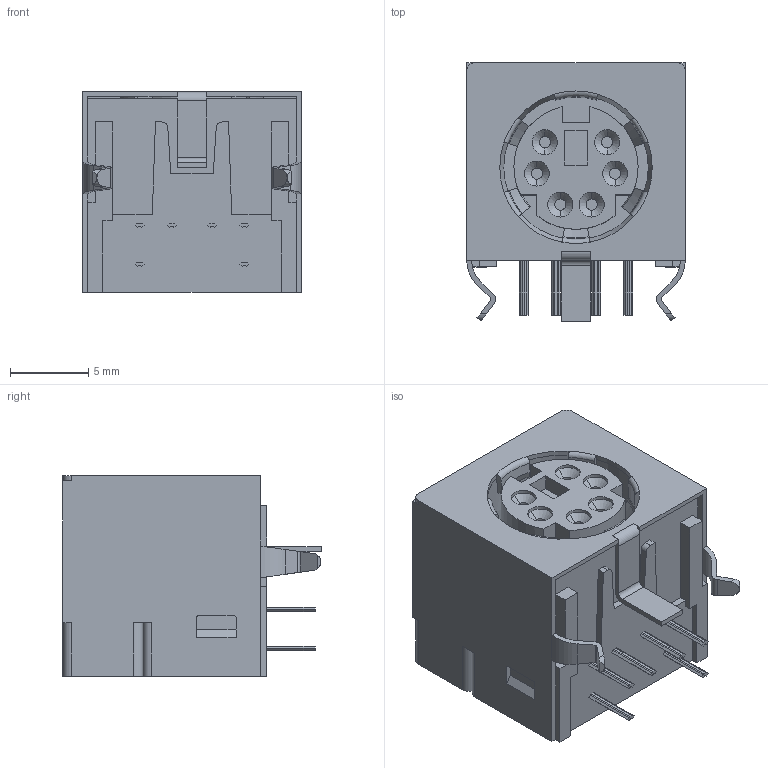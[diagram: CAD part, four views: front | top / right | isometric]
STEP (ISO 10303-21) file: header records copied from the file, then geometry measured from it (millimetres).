
FILE_DESCRIPTION((''),'2;1');
FILE_NAME('C-5749180-1','2021-09-24T07:29:47',('workeradm'),('TE Connectivity Ltd.'),'CREO PARAMETRIC BY PTC INC, 2021072','CREO PARAMETRIC BY PTC INC, 2021072','');
FILE_SCHEMA(('AUTOMOTIVE_DESIGN { 1 0 10303 214 1 1 1 1 }'));
Length unit declared in the file: millimetre
Products named in the file (1): C-5749180-1
Bounding box: 13.98 x 16.53 x 12.83 mm (x, y, z)
Volume: 1545.4 mm3; surface area: 2063.4 mm2
Topology: 1 solids, 1 shells, 551 faces, 1553 edges, 1014 vertices
Faces by surface type: plane 292, cylinder 149, bspline 60, cone 26, torus 24
Entity records: 19913 total; most frequent: CARTESIAN_POINT 5425, ORIENTED_EDGE 3106, DIRECTION 2833, EDGE_CURVE 1553, VECTOR 1117, LINE 1117, VERTEX_POINT 1014, AXIS2_PLACEMENT_3D 858
